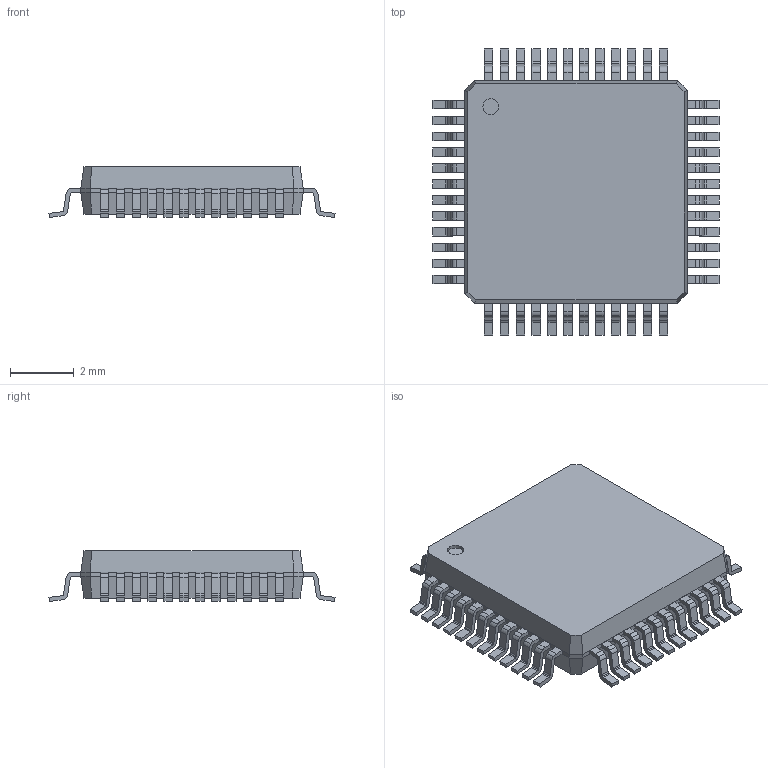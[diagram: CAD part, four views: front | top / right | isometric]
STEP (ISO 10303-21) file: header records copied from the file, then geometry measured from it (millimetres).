
FILE_DESCRIPTION((''),'2;1');
FILE_NAME('QFP50P900X900X160-48N.stp','2009-12-07T17:35:46',(''),(''),'Mechanical Desktop 2006','Mechanical Desktop 2006',', , ');
FILE_SCHEMA(('AUTOMOTIVE_DESIGN { 1 2 10303 214 0 1 1 1 }'));
Length unit declared in the file: millimetre
Products named in the file (1): Product
Bounding box: 9 x 9 x 1.6 mm (x, y, z)
Volume: 74 mm3; surface area: 196.1 mm2
Topology: 49 solids, 49 shells, 893 faces, 2366 edges, 1572 vertices
Faces by surface type: bspline 432, plane 267, cylinder 194
Entity records: 30324 total; most frequent: CARTESIAN_POINT 8816, ORIENTED_EDGE 4732, DIRECTION 4062, EDGE_CURVE 2366, VECTOR 1594, LINE 1594, VERTEX_POINT 1572, AXIS2_PLACEMENT_3D 1234
